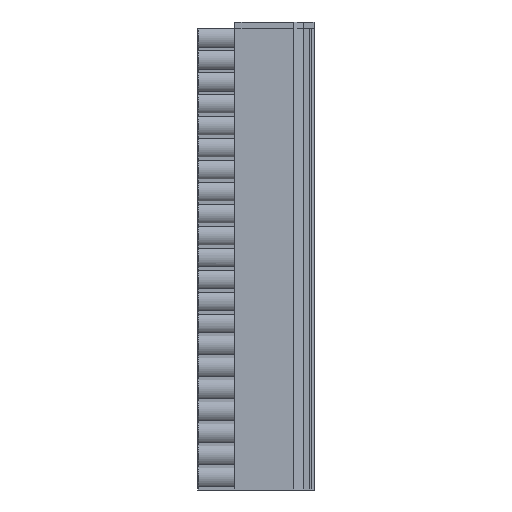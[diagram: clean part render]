
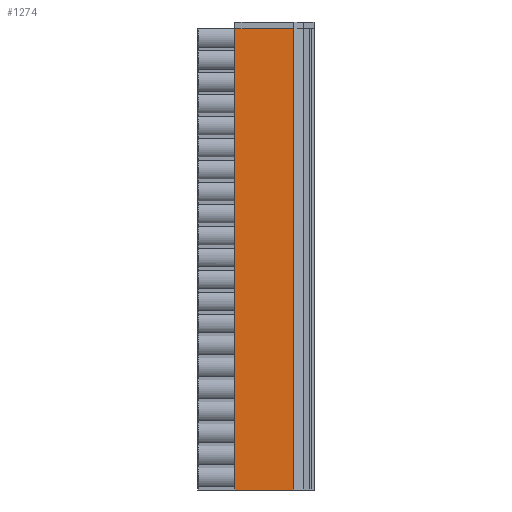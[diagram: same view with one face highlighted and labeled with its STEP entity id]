
A CAD part, front view. The second image highlights one B-rep face of the part: STEP entity #1274.
In plain terms, the highlighted planar face has unit normal (0, -1, 0).
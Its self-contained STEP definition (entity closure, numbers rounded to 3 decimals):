
#1274=ADVANCED_FACE('',(#3954),#2851,.T.);
#2851=PLANE('',#30158);
#3954=FACE_OUTER_BOUND('',#5637,.T.);
#5637=EDGE_LOOP('',(#9351,#9352,#9353,#9354));
#7212=B_SPLINE_CURVE_WITH_KNOTS('',3,(#41928,#41929,#41930,#41931),
 .UNSPECIFIED.,.F.,.F.,(4,4),(0.,1.),.UNSPECIFIED.);
#9351=ORIENTED_EDGE('',*,*,#20418,.T.);
#9352=ORIENTED_EDGE('',*,*,#20419,.F.);
#9353=ORIENTED_EDGE('',*,*,#20420,.F.);
#9354=ORIENTED_EDGE('',*,*,#19936,.T.);
#17045=VERTEX_POINT('',#40945);
#17046=VERTEX_POINT('',#40947);
#17508=VERTEX_POINT('',#41925);
#17509=VERTEX_POINT('',#41932);
#19936=EDGE_CURVE('',#17046,#17045,#24104,.T.);
#20418=EDGE_CURVE('',#17045,#17508,#24440,.T.);
#20419=EDGE_CURVE('',#17509,#17508,#7212,.T.);
#20420=EDGE_CURVE('',#17046,#17509,#24441,.T.);
#24104=LINE('',#40946,#27050);
#24440=LINE('',#41926,#27386);
#24441=LINE('',#41933,#27387);
#27050=VECTOR('',#32800,1.);
#27386=VECTOR('',#33450,1.);
#27387=VECTOR('',#33453,1.);
#30158=AXIS2_PLACEMENT_3D('',#41934,#33454,#33455);
#32800=DIRECTION('',(1.,0.,0.));
#33450=DIRECTION('',(0.,0.,1.));
#33453=DIRECTION('',(0.,0.,1.));
#33454=DIRECTION('',(0.,-1.,0.));
#33455=DIRECTION('',(-1.,0.,0.));
#40945=CARTESIAN_POINT('',(-4.65,-14.5,-125.));
#40946=CARTESIAN_POINT('',(-18.05,-14.5,-125.));
#40947=CARTESIAN_POINT('',(-18.05,-14.5,-125.));
#41925=CARTESIAN_POINT('',(-4.65,-14.5,-20.));
#41926=CARTESIAN_POINT('',(-4.65,-14.5,-150.));
#41928=CARTESIAN_POINT('',(-18.05,-14.5,-20.));
#41929=CARTESIAN_POINT('',(-13.583,-14.5,-20.));
#41930=CARTESIAN_POINT('',(-9.117,-14.5,-20.));
#41931=CARTESIAN_POINT('',(-4.65,-14.5,-20.));
#41932=CARTESIAN_POINT('',(-18.05,-14.5,-20.));
#41933=CARTESIAN_POINT('',(-18.05,-14.5,-150.));
#41934=CARTESIAN_POINT('',(-18.05,-14.5,-145.));
